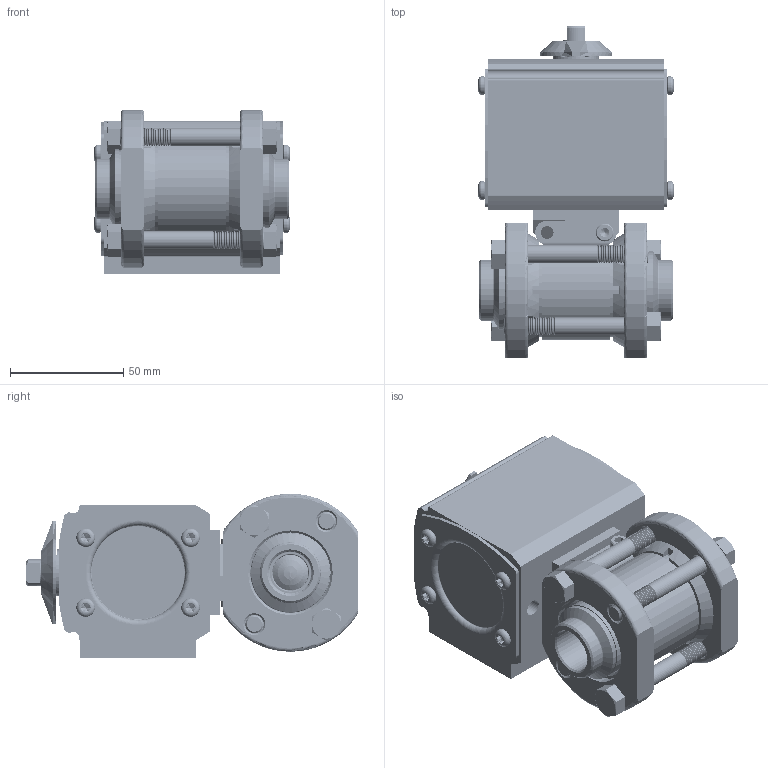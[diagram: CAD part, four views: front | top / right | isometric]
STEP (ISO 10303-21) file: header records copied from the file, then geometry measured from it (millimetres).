
FILE_DESCRIPTION (( 'STEP AP203' ), '1' );
FILE_NAME ('26XXTSWSA512D.step', '2018-09-05T12:11:52', ( '' ), ( '' ), 'SwSTEP 2.0', 'SolidWorks 2018', '' );
FILE_SCHEMA (( 'CONFIG_CONTROL_DESIGN' ));
Products named in the file (1): 26XXTSWSA512D
Bounding box: 86.49 x 146.65 x 72.77 mm (x, y, z)
Volume: 385488.6 mm3; surface area: 150740.2 mm2
Topology: 39 solids, 39 shells, 2978 faces, 7819 edges, 4888 vertices
Faces by surface type: cylinder 1418, cone 882, plane 474, torus 128, bspline 74, sphere 2
Entity records: 114527 total; most frequent: CARTESIAN_POINT 43801, ORIENTED_EDGE 15386, DIRECTION 14879, EDGE_CURVE 7693, AXIS2_PLACEMENT_3D 5989, VERTEX_POINT 4884, EDGE_LOOP 3173, CIRCLE 3084
